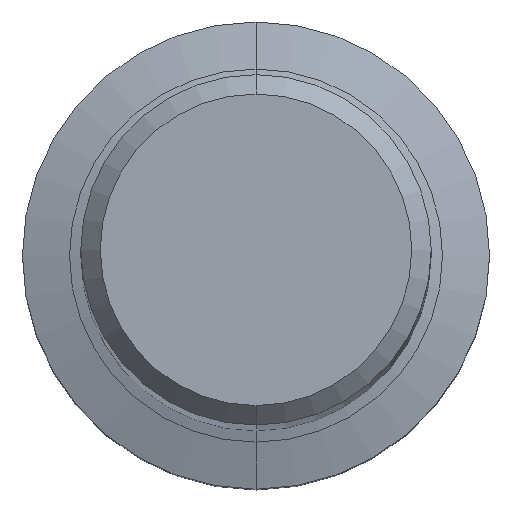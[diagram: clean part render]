
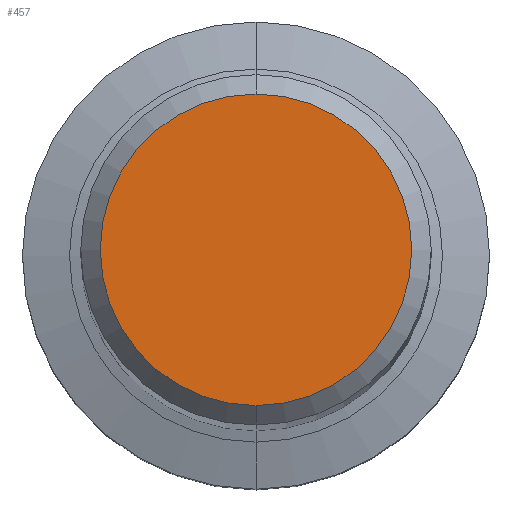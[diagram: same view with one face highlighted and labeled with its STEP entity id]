
A CAD part, top view. The second image highlights one B-rep face of the part: STEP entity #457.
In plain terms, the highlighted planar face has unit normal (0, 0, 1).
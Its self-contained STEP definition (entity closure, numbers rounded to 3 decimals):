
#229=EDGE_CURVE('',#515,#465,#588,.T.);
#457=ADVANCED_FACE('',(#842),#843,.T.);
#465=VERTEX_POINT('',#851);
#471=EDGE_CURVE('',#465,#515,#858,.T.);
#515=VERTEX_POINT('',#905);
#588=CIRCLE('',#1016,4.0);
#842=FACE_OUTER_BOUND('',#1465,.T.);
#843=PLANE('',#1466);
#851=CARTESIAN_POINT('',(0.,-4.0,0.0));
#858=CIRCLE('',#1485,4.0);
#905=CARTESIAN_POINT('',(0.0,4.0,0.0));
#1016=AXIS2_PLACEMENT_3D('',#1702,#1703,#1704);
#1465=EDGE_LOOP('',(#1995,#1996));
#1466=AXIS2_PLACEMENT_3D('',#1997,#1998,#1999);
#1485=AXIS2_PLACEMENT_3D('',#2020,#2021,#2022);
#1702=CARTESIAN_POINT('',(0.0,0.0,0.0));
#1703=DIRECTION('',(0.0,0.0,-1.0));
#1704=DIRECTION('',(0.0,1.0,0.0));
#1995=ORIENTED_EDGE('',*,*,#229,.F.);
#1996=ORIENTED_EDGE('',*,*,#471,.F.);
#1997=CARTESIAN_POINT('',(0.0,2.0,0.0));
#1998=DIRECTION('',(-0.0,0.0,1.0));
#1999=DIRECTION('',(0.0,-1.0,0.0));
#2020=CARTESIAN_POINT('',(0.0,0.0,0.0));
#2021=DIRECTION('',(0.0,0.0,-1.0));
#2022=DIRECTION('',(0.0,1.0,0.0));
